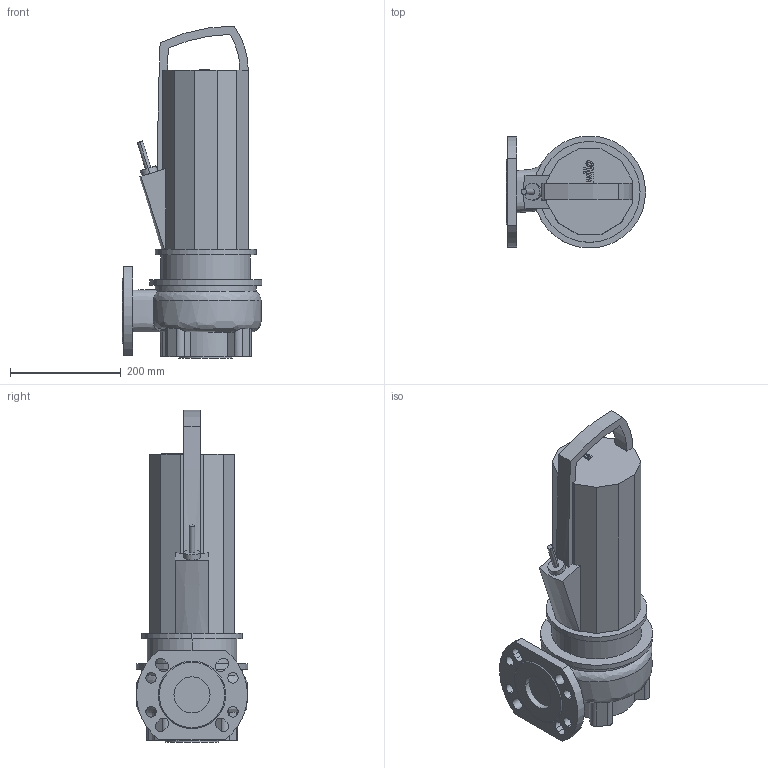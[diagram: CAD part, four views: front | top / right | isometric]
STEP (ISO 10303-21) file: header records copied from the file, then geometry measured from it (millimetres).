
FILE_DESCRIPTION((''),'2;1');
FILE_NAME('3d_PROV06DA-216_EAD1X2-T0025-540-O-6064732.stp','2016-08-05T07:42:49',(''),(''),'Mechanical Desktop 2009','Mechanical Desktop 2009',', , ');
FILE_SCHEMA(('CONFIG_CONTROL_DESIGN'));
Length unit declared in the file: millimetre
Products named in the file (1): Product
Bounding box: 251 x 202 x 599 mm (x, y, z)
Volume: 12059673 mm3; surface area: 509081.2 mm2
Topology: 8 solids, 8 shells, 167 faces, 454 edges, 306 vertices
Faces by surface type: bspline 62, plane 55, cylinder 47, cone 3
Full cylindrical faces by diameter (mm): 182 x1
Entity records: 10567 total; most frequent: CARTESIAN_POINT 6495, ORIENTED_EDGE 908, DIRECTION 664, EDGE_CURVE 454, VERTEX_POINT 306, VECTOR 258, LINE 258, AXIS2_PLACEMENT_3D 203
